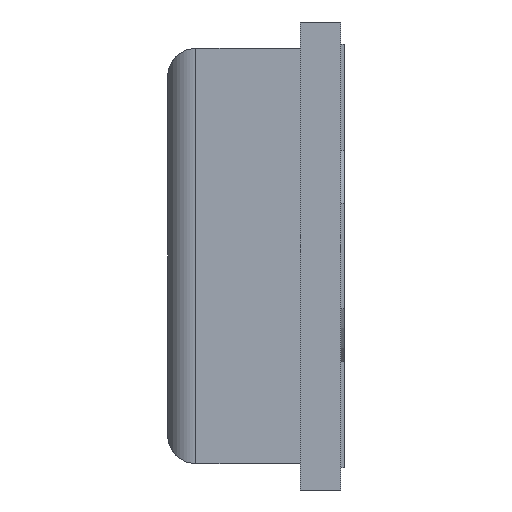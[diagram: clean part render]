
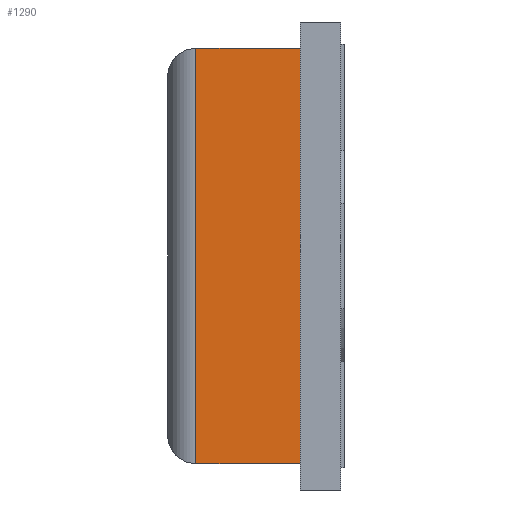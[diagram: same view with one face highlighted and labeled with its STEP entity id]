
A CAD part, left-side view. The second image highlights one B-rep face of the part: STEP entity #1290.
In plain terms, the highlighted planar face has unit normal (-1, 0, 0).
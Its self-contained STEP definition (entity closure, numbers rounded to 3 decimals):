
#23 = CARTESIAN_POINT ( 'NONE',  ( -1.6, 0.82, -1.175 ) ) ;
#33 = VECTOR ( 'NONE', #1876, 1000. ) ;
#35 = AXIS2_PLACEMENT_3D ( 'NONE', #321, #168, #137 ) ;
#55 = EDGE_CURVE ( 'NONE', #1687, #1115, #967, .T. ) ;
#86 = LINE ( 'NONE', #726, #275 ) ;
#137 = DIRECTION ( 'NONE',  ( 0., 0., -1. ) ) ;
#168 = DIRECTION ( 'NONE',  ( 1., 0., 0. ) ) ;
#169 = VECTOR ( 'NONE', #298, 1000. ) ;
#226 = CARTESIAN_POINT ( 'NONE',  ( -1.6, 0.23, 1.175 ) ) ;
#275 = VECTOR ( 'NONE', #281, 1000. ) ;
#281 = DIRECTION ( 'NONE',  ( 0., -1., 0. ) ) ;
#298 = DIRECTION ( 'NONE',  ( 0., 0., -1. ) ) ;
#321 = CARTESIAN_POINT ( 'NONE',  ( -1.6, 0.98, -1.175 ) ) ;
#339 = PLANE ( 'NONE',  #35 ) ;
#542 = ORIENTED_EDGE ( 'NONE', *, *, #1810, .T. ) ;
#623 = LINE ( 'NONE', #1134, #1242 ) ;
#637 = FACE_OUTER_BOUND ( 'NONE', #1255, .T. ) ;
#648 = EDGE_CURVE ( 'NONE', #1687, #1627, #86, .T. ) ;
#726 = CARTESIAN_POINT ( 'NONE',  ( -1.6, 0.98, 1.175 ) ) ;
#732 = VERTEX_POINT ( 'NONE', #867 ) ;
#867 = CARTESIAN_POINT ( 'NONE',  ( -1.6, 0.23, -1.175 ) ) ;
#935 = CARTESIAN_POINT ( 'NONE',  ( -1.6, 0.82, 1.175 ) ) ;
#967 = LINE ( 'NONE', #1771, #169 ) ;
#998 = ORIENTED_EDGE ( 'NONE', *, *, #648, .F. ) ;
#1055 = ORIENTED_EDGE ( 'NONE', *, *, #55, .T. ) ;
#1115 = VERTEX_POINT ( 'NONE', #23 ) ;
#1134 = CARTESIAN_POINT ( 'NONE',  ( -1.6, 0.98, -1.175 ) ) ;
#1154 = EDGE_CURVE ( 'NONE', #732, #1627, #1691, .T. ) ;
#1242 = VECTOR ( 'NONE', #1484, 1000. ) ;
#1255 = EDGE_LOOP ( 'NONE', ( #998, #1055, #542, #1415 ) ) ;
#1290 = ADVANCED_FACE ( 'NONE', ( #637 ), #339, .F. ) ;
#1415 = ORIENTED_EDGE ( 'NONE', *, *, #1154, .T. ) ;
#1484 = DIRECTION ( 'NONE',  ( 0., -1., 0. ) ) ;
#1627 = VERTEX_POINT ( 'NONE', #226 ) ;
#1687 = VERTEX_POINT ( 'NONE', #935 ) ;
#1691 = LINE ( 'NONE', #2022, #33 ) ;
#1771 = CARTESIAN_POINT ( 'NONE',  ( -1.6, 0.82, -1.175 ) ) ;
#1810 = EDGE_CURVE ( 'NONE', #1115, #732, #623, .T. ) ;
#1876 = DIRECTION ( 'NONE',  ( 0., 0., 1. ) ) ;
#2022 = CARTESIAN_POINT ( 'NONE',  ( -1.6, 0.23, -1.175 ) ) ;
